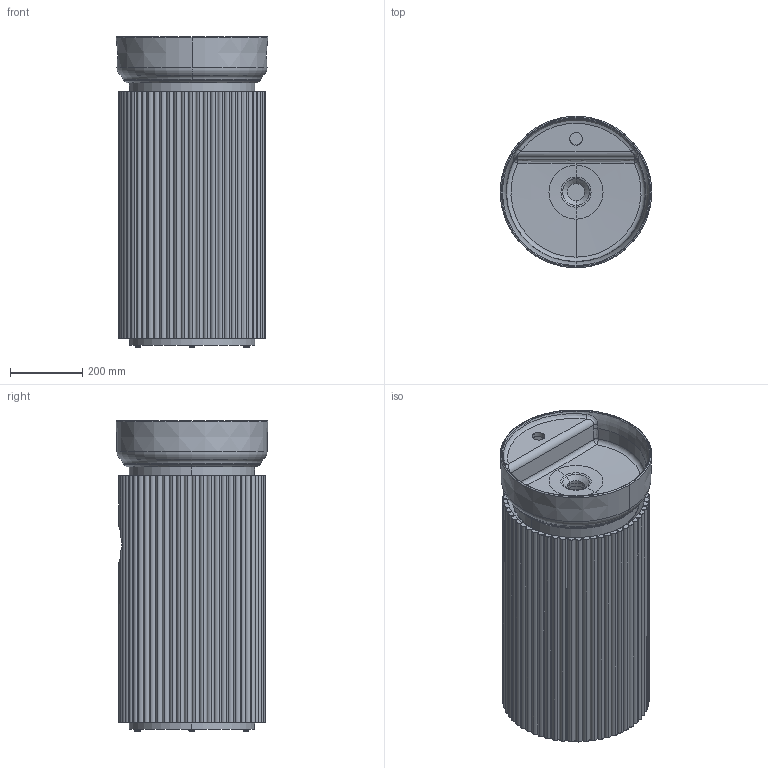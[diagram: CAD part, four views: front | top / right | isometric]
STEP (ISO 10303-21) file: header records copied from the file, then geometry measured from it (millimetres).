
FILE_DESCRIPTION (( 'STEP AP214' ), '1' );
FILE_NAME ('ox040f.STEP', '2025-07-23T09:25:14', ( '' ), ( '' ), 'SwSTEP 2.0', 'SolidWorks 2019', '' );
FILE_SCHEMA (( 'AUTOMOTIVE_DESIGN' ));
Length unit declared in the file: millimetre
Products named in the file (1): ox040f
Bounding box: 420 x 420 x 860 mm (x, y, z)
Volume: 34972178.2 mm3; surface area: 3895233.5 mm2
Topology: 13 solids, 13 shells, 798 faces, 1882 edges, 1108 vertices
Faces by surface type: torus 442, cylinder 251, plane 43, bspline 40, cone 20, sphere 2
Entity records: 31740 total; most frequent: CARTESIAN_POINT 13488, DIRECTION 4081, ORIENTED_EDGE 3752, AXIS2_PLACEMENT_3D 1896, EDGE_CURVE 1876, CIRCLE 1137, VERTEX_POINT 1108, EDGE_LOOP 820
